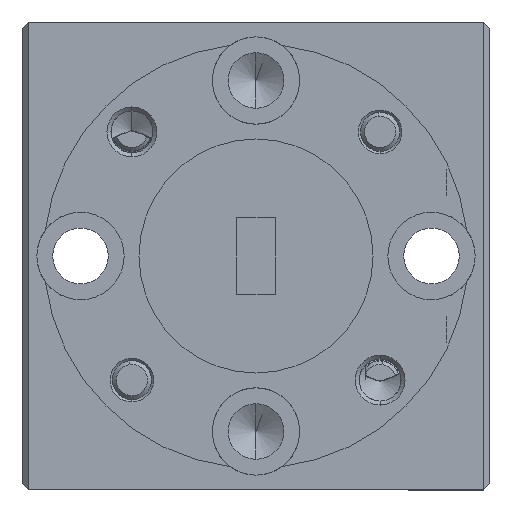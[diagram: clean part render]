
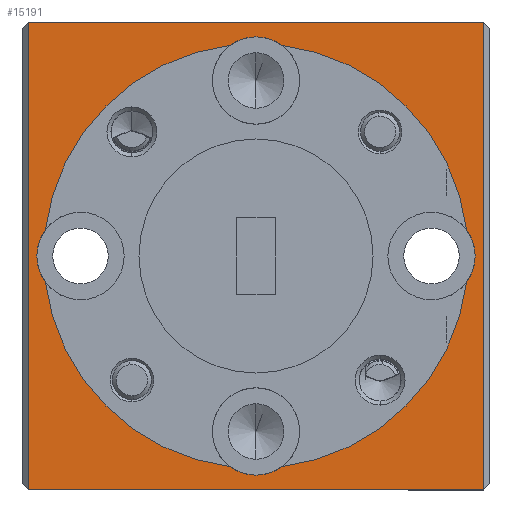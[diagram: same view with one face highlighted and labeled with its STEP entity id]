
A CAD part, left-side view. The second image highlights one B-rep face of the part: STEP entity #15191.
In plain terms, the highlighted planar face has unit normal (-1, 0, 0).
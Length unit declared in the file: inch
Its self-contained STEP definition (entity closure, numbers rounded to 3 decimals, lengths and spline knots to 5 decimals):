
#187 = DIRECTION ( 'NONE',  ( -1., 0., 0. ) ) ;
#523 = DIRECTION ( 'NONE',  ( -1., 0., 0. ) ) ;
#527 = CARTESIAN_POINT ( 'NONE',  ( -1.96362, -0.91125, -1.53081 ) ) ;
#550 = CARTESIAN_POINT ( 'NONE',  ( -1.96362, -0.58824, -1.19339 ) ) ;
#628 = DIRECTION ( 'NONE',  ( 0., 0., 1. ) ) ;
#688 = AXIS2_PLACEMENT_3D ( 'NONE', #17701, #187, #3365 ) ;
#799 = DIRECTION ( 'NONE',  ( -1., 0., 0. ) ) ;
#815 = VECTOR ( 'NONE', #5738, 39.37008 ) ;
#821 = DIRECTION ( 'NONE',  ( -1., 0., 0. ) ) ;
#845 = CARTESIAN_POINT ( 'NONE',  ( -1.96362, -0.82772, -0.85596 ) ) ;
#847 = AXIS2_PLACEMENT_3D ( 'NONE', #20454, #15339, #2069 ) ;
#891 = CARTESIAN_POINT ( 'NONE',  ( -1.96362, -1.24449, -0.81839 ) ) ;
#930 = ORIENTED_EDGE ( 'NONE', *, *, #20726, .F. ) ;
#1474 = VERTEX_POINT ( 'NONE', #2977 ) ;
#1487 = CIRCLE ( 'NONE', #7323, 0.07 ) ;
#1815 = CIRCLE ( 'NONE', #14127, 0.07 ) ;
#1906 = ORIENTED_EDGE ( 'NONE', *, *, #5755, .F. ) ;
#1999 = ORIENTED_EDGE ( 'NONE', *, *, #13369, .F. ) ;
#2069 = DIRECTION ( 'NONE',  ( 0., 0., 1. ) ) ;
#2213 = ORIENTED_EDGE ( 'NONE', *, *, #4143, .F. ) ;
#2327 = DIRECTION ( 'NONE',  ( 0., 1., 0. ) ) ;
#2337 = EDGE_CURVE ( 'NONE', #18000, #1474, #12410, .T. ) ;
#2341 = DIRECTION ( 'NONE',  ( 0., 0., 1. ) ) ;
#2426 = DIRECTION ( 'NONE',  ( 0., 0., 1. ) ) ;
#2612 = CARTESIAN_POINT ( 'NONE',  ( -1.96362, -1.24449, -1.56839 ) ) ;
#2770 = ORIENTED_EDGE ( 'NONE', *, *, #2337, .F. ) ;
#2836 = ORIENTED_EDGE ( 'NONE', *, *, #3064, .F. ) ;
#2977 = CARTESIAN_POINT ( 'NONE',  ( -1.96362, -0.91125, -0.85596 ) ) ;
#3064 = EDGE_CURVE ( 'NONE', #14858, #20401, #1815, .T. ) ;
#3115 = CARTESIAN_POINT ( 'NONE',  ( -1.96362, -1.23449, -0.81839 ) ) ;
#3139 = CARTESIAN_POINT ( 'NONE',  ( -1.96362, -1.23449, -0.81839 ) ) ;
#3205 = VERTEX_POINT ( 'NONE', #527 ) ;
#3310 = VERTEX_POINT ( 'NONE', #17191 ) ;
#3365 = DIRECTION ( 'NONE',  ( 0., 0., 1. ) ) ;
#3615 = CARTESIAN_POINT ( 'NONE',  ( -1.96362, -1.24449, -0.81839 ) ) ;
#4143 = EDGE_CURVE ( 'NONE', #3205, #3310, #7514, .T. ) ;
#4301 = FACE_OUTER_BOUND ( 'NONE', #8786, .T. ) ;
#4365 = EDGE_CURVE ( 'NONE', #11611, #15466, #18391, .T. ) ;
#5014 = ORIENTED_EDGE ( 'NONE', *, *, #7115, .F. ) ;
#5173 = AXIS2_PLACEMENT_3D ( 'NONE', #15373, #11751, #2426 ) ;
#5316 = LINE ( 'NONE', #12268, #6349 ) ;
#5343 = DIRECTION ( 'NONE',  ( -1., 0., 0. ) ) ;
#5565 = AXIS2_PLACEMENT_3D ( 'NONE', #10426, #799, #5708 ) ;
#5628 = DIRECTION ( 'NONE',  ( -1., 0., 0. ) ) ;
#5708 = DIRECTION ( 'NONE',  ( 0., 0., 1. ) ) ;
#5738 = DIRECTION ( 'NONE',  ( 0., 1., 0. ) ) ;
#5744 = ORIENTED_EDGE ( 'NONE', *, *, #7207, .F. ) ;
#5755 = EDGE_CURVE ( 'NONE', #14275, #14858, #19837, .T. ) ;
#5808 = FACE_BOUND ( 'NONE', #7576, .T. ) ;
#6349 = VECTOR ( 'NONE', #12163, 39.37008 ) ;
#6567 = ORIENTED_EDGE ( 'NONE', *, *, #16906, .T. ) ;
#6670 = AXIS2_PLACEMENT_3D ( 'NONE', #891, #9132, #18916 ) ;
#7115 = EDGE_CURVE ( 'NONE', #19252, #14275, #1487, .T. ) ;
#7140 = ORIENTED_EDGE ( 'NONE', *, *, #14764, .F. ) ;
#7207 = EDGE_CURVE ( 'NONE', #19348, #9415, #12366, .T. ) ;
#7323 = AXIS2_PLACEMENT_3D ( 'NONE', #15658, #5628, #13754 ) ;
#7514 = CIRCLE ( 'NONE', #688, 0.34 ) ;
#7576 = EDGE_LOOP ( 'NONE', ( #1906, #5014, #9971, #2770, #1999, #2213, #7140, #20997, #930, #2836 ) ) ;
#7599 = CARTESIAN_POINT ( 'NONE',  ( -1.96362, -1.20691, -1.15162 ) ) ;
#8459 = VERTEX_POINT ( 'NONE', #3115 ) ;
#8553 = VECTOR ( 'NONE', #21108, 39.37008 ) ;
#8786 = EDGE_LOOP ( 'NONE', ( #8880, #6567, #5744, #16471 ) ) ;
#8880 = ORIENTED_EDGE ( 'NONE', *, *, #19093, .T. ) ;
#8982 = CIRCLE ( 'NONE', #17490, 0.07 ) ;
#9132 = DIRECTION ( 'NONE',  ( 1., 0., 0. ) ) ;
#9153 = CARTESIAN_POINT ( 'NONE',  ( -1.96362, -0.53206, -1.15162 ) ) ;
#9264 = LINE ( 'NONE', #3139, #8553 ) ;
#9415 = VERTEX_POINT ( 'NONE', #14928 ) ;
#9971 = ORIENTED_EDGE ( 'NONE', *, *, #16877, .F. ) ;
#10245 = DIRECTION ( 'NONE',  ( -1., 0., 0. ) ) ;
#10372 = CARTESIAN_POINT ( 'NONE',  ( -1.96362, -0.86949, -1.19339 ) ) ;
#10392 = EDGE_CURVE ( 'NONE', #19348, #8459, #9264, .T. ) ;
#10426 = CARTESIAN_POINT ( 'NONE',  ( -1.96362, -0.86949, -1.19339 ) ) ;
#10576 = AXIS2_PLACEMENT_3D ( 'NONE', #10372, #523, #12168 ) ;
#10933 = AXIS2_PLACEMENT_3D ( 'NONE', #15865, #821, #20569 ) ;
#11431 = CARTESIAN_POINT ( 'NONE',  ( -1.96362, -0.50449, -0.81839 ) ) ;
#11582 = CIRCLE ( 'NONE', #10576, 0.34 ) ;
#11611 = VERTEX_POINT ( 'NONE', #12683 ) ;
#11751 = DIRECTION ( 'NONE',  ( -1., 0., 0. ) ) ;
#12163 = DIRECTION ( 'NONE',  ( 0., 0., -1. ) ) ;
#12168 = DIRECTION ( 'NONE',  ( 0., 0., 1. ) ) ;
#12268 = CARTESIAN_POINT ( 'NONE',  ( -1.96362, -0.50449, -1.56839 ) ) ;
#12366 = LINE ( 'NONE', #2612, #815 ) ;
#12410 = CIRCLE ( 'NONE', #5565, 0.34 ) ;
#12683 = CARTESIAN_POINT ( 'NONE',  ( -1.96362, -0.82772, -1.53081 ) ) ;
#12803 = CIRCLE ( 'NONE', #847, 0.07 ) ;
#13267 = LINE ( 'NONE', #3615, #16284 ) ;
#13369 = EDGE_CURVE ( 'NONE', #3310, #18000, #8982, .T. ) ;
#13754 = DIRECTION ( 'NONE',  ( 0., 0., 1. ) ) ;
#14127 = AXIS2_PLACEMENT_3D ( 'NONE', #550, #5343, #2341 ) ;
#14275 = VERTEX_POINT ( 'NONE', #845 ) ;
#14764 = EDGE_CURVE ( 'NONE', #15466, #3205, #12803, .T. ) ;
#14858 = VERTEX_POINT ( 'NONE', #9153 ) ;
#14928 = CARTESIAN_POINT ( 'NONE',  ( -1.96362, -0.50449, -1.56839 ) ) ;
#15191 = ADVANCED_FACE ( 'NONE', ( #4301, #5808 ), #19020, .F. ) ;
#15339 = DIRECTION ( 'NONE',  ( -1., 0., 0. ) ) ;
#15373 = CARTESIAN_POINT ( 'NONE',  ( -1.96362, -0.86949, -1.19339 ) ) ;
#15466 = VERTEX_POINT ( 'NONE', #19089 ) ;
#15658 = CARTESIAN_POINT ( 'NONE',  ( -1.96362, -0.86949, -0.91214 ) ) ;
#15797 = CARTESIAN_POINT ( 'NONE',  ( -1.96362, -0.86949, -0.84214 ) ) ;
#15865 = CARTESIAN_POINT ( 'NONE',  ( -1.96362, -0.86949, -1.47464 ) ) ;
#16112 = CARTESIAN_POINT ( 'NONE',  ( -1.96362, -1.15074, -1.19339 ) ) ;
#16284 = VECTOR ( 'NONE', #2327, 39.37008 ) ;
#16471 = ORIENTED_EDGE ( 'NONE', *, *, #10392, .T. ) ;
#16877 = EDGE_CURVE ( 'NONE', #1474, #19252, #19952, .T. ) ;
#16906 = EDGE_CURVE ( 'NONE', #18096, #9415, #5316, .T. ) ;
#17181 = CARTESIAN_POINT ( 'NONE',  ( -1.96362, -0.86949, -0.91214 ) ) ;
#17191 = CARTESIAN_POINT ( 'NONE',  ( -1.96362, -1.20691, -1.23515 ) ) ;
#17490 = AXIS2_PLACEMENT_3D ( 'NONE', #16112, #17603, #21133 ) ;
#17603 = DIRECTION ( 'NONE',  ( -1., 0., 0. ) ) ;
#17609 = CARTESIAN_POINT ( 'NONE',  ( -1.96362, -1.23449, -1.56839 ) ) ;
#17701 = CARTESIAN_POINT ( 'NONE',  ( -1.96362, -0.86949, -1.19339 ) ) ;
#17722 = CARTESIAN_POINT ( 'NONE',  ( -1.96362, -0.53206, -1.23515 ) ) ;
#18000 = VERTEX_POINT ( 'NONE', #7599 ) ;
#18096 = VERTEX_POINT ( 'NONE', #11431 ) ;
#18391 = CIRCLE ( 'NONE', #10933, 0.07 ) ;
#18916 = DIRECTION ( 'NONE',  ( 0., 0., 1. ) ) ;
#19020 = PLANE ( 'NONE',  #6670 ) ;
#19089 = CARTESIAN_POINT ( 'NONE',  ( -1.96362, -0.86949, -1.54464 ) ) ;
#19093 = EDGE_CURVE ( 'NONE', #8459, #18096, #13267, .T. ) ;
#19252 = VERTEX_POINT ( 'NONE', #15797 ) ;
#19348 = VERTEX_POINT ( 'NONE', #17609 ) ;
#19837 = CIRCLE ( 'NONE', #5173, 0.34 ) ;
#19952 = CIRCLE ( 'NONE', #20315, 0.07 ) ;
#20315 = AXIS2_PLACEMENT_3D ( 'NONE', #17181, #10245, #628 ) ;
#20401 = VERTEX_POINT ( 'NONE', #17722 ) ;
#20454 = CARTESIAN_POINT ( 'NONE',  ( -1.96362, -0.86949, -1.47464 ) ) ;
#20569 = DIRECTION ( 'NONE',  ( 0., 0., 1. ) ) ;
#20726 = EDGE_CURVE ( 'NONE', #20401, #11611, #11582, .T. ) ;
#20997 = ORIENTED_EDGE ( 'NONE', *, *, #4365, .F. ) ;
#21108 = DIRECTION ( 'NONE',  ( 0., 0., 1. ) ) ;
#21133 = DIRECTION ( 'NONE',  ( 0., 0., 1. ) ) ;
